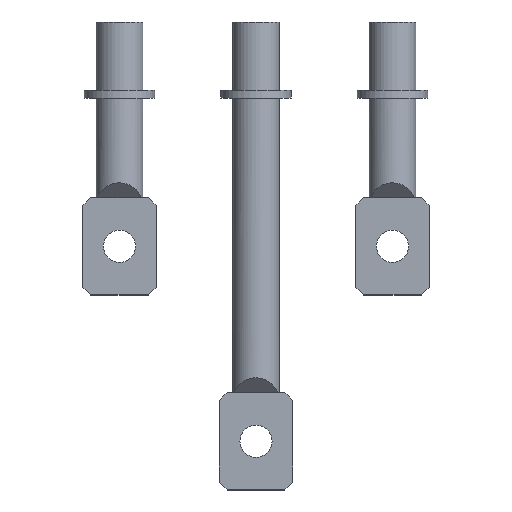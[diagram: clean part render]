
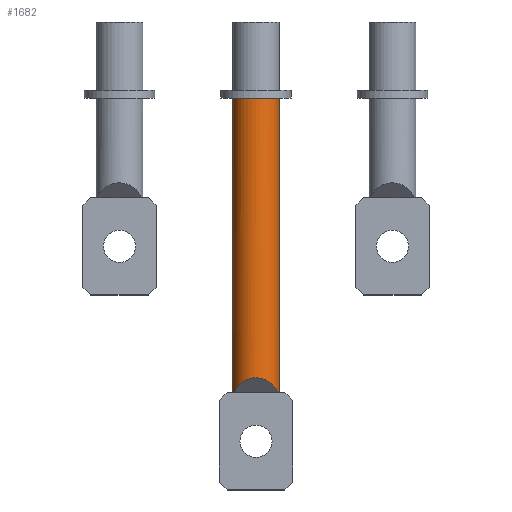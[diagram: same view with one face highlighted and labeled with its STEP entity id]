
A CAD part, top view. The second image highlights one B-rep face of the part: STEP entity #1682.
In plain terms, the highlighted cylindrical face has radius 6 mm (diameter 12 mm), a partial arc.
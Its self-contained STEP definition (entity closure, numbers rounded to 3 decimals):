
#1418=AXIS2_PLACEMENT_3D('Circle Axis2P3D',#1416,#1417,$) ;
#1626=AXIS2_PLACEMENT_3D('Cylinder Axis2P3D',#1623,#1624,#1625) ;
#1657=AXIS2_PLACEMENT_3D('Circle Axis2P3D',#1655,#1656,$) ;
#1671=AXIS2_PLACEMENT_3D('Circle Axis2P3D',#1669,#1670,$) ;
#1413=CARTESIAN_POINT('Vertex',(-5.562,-80.,72.25)) ;
#1416=CARTESIAN_POINT('Axis2P3D Location',(0.,-80.,70.)) ;
#1420=CARTESIAN_POINT('Vertex',(-6.,-80.,70.)) ;
#1482=CARTESIAN_POINT('Vertex',(5.562,-80.,72.25)) ;
#1623=CARTESIAN_POINT('Axis2P3D Location',(0.,-7.5,70.)) ;
#1628=CARTESIAN_POINT('Line Origine',(-6.,-31.5,70.)) ;
#1632=CARTESIAN_POINT('Vertex',(-6.,-4.5,70.)) ;
#1636=CARTESIAN_POINT('Control Point',(5.562,-80.,72.25)) ;
#1637=CARTESIAN_POINT('Control Point',(5.373,-79.533,72.717)) ;
#1638=CARTESIAN_POINT('Control Point',(5.132,-79.077,73.173)) ;
#1639=CARTESIAN_POINT('Control Point',(4.835,-78.636,73.614)) ;
#1640=CARTESIAN_POINT('Control Point',(4.225,-77.918,74.332)) ;
#1641=CARTESIAN_POINT('Control Point',(3.431,-77.301,74.949)) ;
#1642=CARTESIAN_POINT('Control Point',(3.068,-77.066,75.184)) ;
#1643=CARTESIAN_POINT('Control Point',(2.348,-76.689,75.561)) ;
#1644=CARTESIAN_POINT('Control Point',(1.532,-76.429,75.821)) ;
#1645=CARTESIAN_POINT('Control Point',(1.148,-76.341,75.909)) ;
#1646=CARTESIAN_POINT('Control Point',(0.068,-76.186,76.064)) ;
#1647=CARTESIAN_POINT('Control Point',(-1.04,-76.278,75.972)) ;
#1648=CARTESIAN_POINT('Control Point',(-1.713,-76.442,75.808)) ;
#1649=CARTESIAN_POINT('Control Point',(-3.23,-77.04,75.21)) ;
#1650=CARTESIAN_POINT('Control Point',(-4.358,-77.995,74.255)) ;
#1651=CARTESIAN_POINT('Control Point',(-4.881,-78.629,73.621)) ;
#1652=CARTESIAN_POINT('Control Point',(-5.28,-79.303,72.947)) ;
#1653=CARTESIAN_POINT('Control Point',(-5.562,-80.,72.25)) ;
#1655=CARTESIAN_POINT('Axis2P3D Location',(0.,-80.,70.)) ;
#1659=CARTESIAN_POINT('Vertex',(6.,-80.,70.)) ;
#1662=CARTESIAN_POINT('Line Origine',(6.,-31.5,70.)) ;
#1666=CARTESIAN_POINT('Vertex',(6.,-4.5,70.)) ;
#1669=CARTESIAN_POINT('Axis2P3D Location',(0.,-4.5,70.)) ;
#1417=DIRECTION('Axis2P3D Direction',(-0.,1.,0.)) ;
#1624=DIRECTION('Axis2P3D Direction',(0.,-1.,0.)) ;
#1625=DIRECTION('Axis2P3D XDirection',(1.,0.,0.)) ;
#1629=DIRECTION('Vector Direction',(0.,-1.,0.)) ;
#1656=DIRECTION('Axis2P3D Direction',(0.,-1.,0.)) ;
#1663=DIRECTION('Vector Direction',(0.,-1.,0.)) ;
#1670=DIRECTION('Axis2P3D Direction',(0.,-1.,0.)) ;
#1630=VECTOR('Line Direction',#1629,1.) ;
#1664=VECTOR('Line Direction',#1663,1.) ;
#1675=ORIENTED_EDGE('',*,*,#1634,.F.) ;
#1676=ORIENTED_EDGE('',*,*,#1422,.T.) ;
#1677=ORIENTED_EDGE('',*,*,#1654,.F.) ;
#1678=ORIENTED_EDGE('',*,*,#1661,.T.) ;
#1679=ORIENTED_EDGE('',*,*,#1668,.T.) ;
#1680=ORIENTED_EDGE('',*,*,#1673,.F.) ;
#1682=ADVANCED_FACE('Terminali posteriori orientabili R superiori',(#1681),#1627,.T.) ;
#1635=B_SPLINE_CURVE_WITH_KNOTS('',5,(#1636,#1637,#1638,#1639,#1640,#1641,#1642,#1643,#1644,#1645,#1646,#1647,#1648,#1649,#1650,#1651,#1652,#1653),.UNSPECIFIED.,.F.,.U.,(6,3,3,3,3,6),(0.,4.857,8.313,11.151,16.047,23.299),.UNSPECIFIED.) ;
#1419=CIRCLE('generated circle',#1418,6.) ;
#1658=CIRCLE('generated circle',#1657,6.) ;
#1672=CIRCLE('generated circle',#1671,6.) ;
#1627=CYLINDRICAL_SURFACE('generated cylinder',#1626,6.) ;
#1422=EDGE_CURVE('',#1421,#1414,#1419,.T.) ;
#1634=EDGE_CURVE('',#1421,#1633,#1631,.F.) ;
#1654=EDGE_CURVE('',#1483,#1414,#1635,.T.) ;
#1661=EDGE_CURVE('',#1483,#1660,#1658,.F.) ;
#1668=EDGE_CURVE('',#1660,#1667,#1665,.F.) ;
#1673=EDGE_CURVE('',#1633,#1667,#1672,.F.) ;
#1674=EDGE_LOOP('',(#1675,#1676,#1677,#1678,#1679,#1680)) ;
#1681=FACE_OUTER_BOUND('',#1674,.T.) ;
#1631=LINE('Line',#1628,#1630) ;
#1665=LINE('Line',#1662,#1664) ;
#1414=VERTEX_POINT('',#1413) ;
#1421=VERTEX_POINT('',#1420) ;
#1483=VERTEX_POINT('',#1482) ;
#1633=VERTEX_POINT('',#1632) ;
#1660=VERTEX_POINT('',#1659) ;
#1667=VERTEX_POINT('',#1666) ;
